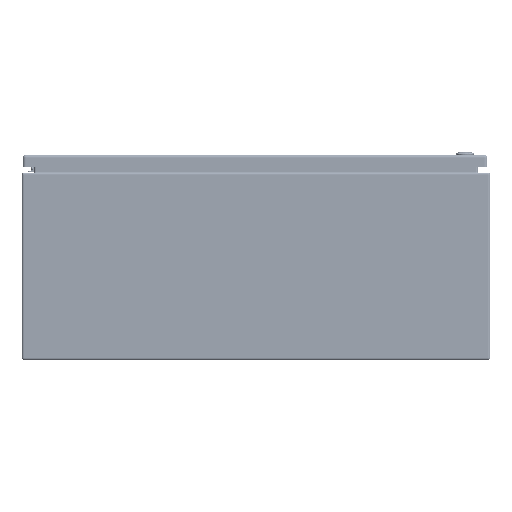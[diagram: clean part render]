
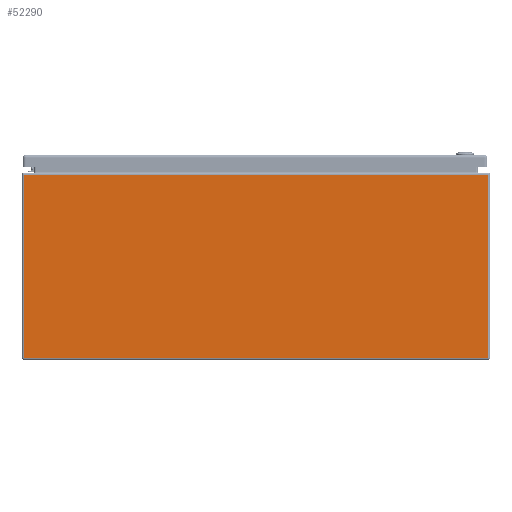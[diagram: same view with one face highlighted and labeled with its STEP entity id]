
A CAD part, front view. The second image highlights one B-rep face of the part: STEP entity #52290.
In plain terms, the highlighted planar face has unit normal (0, -1, 0).
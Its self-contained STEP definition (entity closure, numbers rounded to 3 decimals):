
#4311=LINE('',#74971,#8447);
#4312=LINE('',#74973,#8448);
#4313=LINE('',#74975,#8449);
#4314=LINE('',#74976,#8450);
#8447=VECTOR('',#61167,0.394);
#8448=VECTOR('',#61168,0.394);
#8449=VECTOR('',#61169,0.394);
#8450=VECTOR('',#61170,0.394);
#13276=FACE_OUTER_BOUND('',#16428,.T.);
#16428=EDGE_LOOP('',(#34988,#34989,#34990,#34991));
#21819=VERTEX_POINT('',#74966);
#21820=VERTEX_POINT('',#74970);
#21821=VERTEX_POINT('',#74972);
#21822=VERTEX_POINT('',#74974);
#26924=EDGE_CURVE('',#21819,#21820,#4311,.T.);
#26925=EDGE_CURVE('',#21821,#21819,#4312,.T.);
#26926=EDGE_CURVE('',#21822,#21821,#4313,.T.);
#26927=EDGE_CURVE('',#21820,#21822,#4314,.T.);
#34988=ORIENTED_EDGE('',*,*,#26924,.F.);
#34989=ORIENTED_EDGE('',*,*,#26925,.F.);
#34990=ORIENTED_EDGE('',*,*,#26926,.F.);
#34991=ORIENTED_EDGE('',*,*,#26927,.F.);
#50807=PLANE('',#56312);
#52290=ADVANCED_FACE('',(#13276),#50807,.F.);
#56312=AXIS2_PLACEMENT_3D('',#74969,#61165,#61166);
#61165=DIRECTION('center_axis',(0.,1.,0.));
#61166=DIRECTION('ref_axis',(1.,0.,0.));
#61167=DIRECTION('',(-1.,0.,0.));
#61168=DIRECTION('',(0.,0.,-1.));
#61169=DIRECTION('',(1.,0.,0.));
#61170=DIRECTION('',(0.,0.,1.));
#74966=CARTESIAN_POINT('',(14.879,-18.,0.121));
#74969=CARTESIAN_POINT('Origin',(0.,-18.,6.017));
#74970=CARTESIAN_POINT('',(-14.879,-18.,0.121));
#74971=CARTESIAN_POINT('',(0.,-18.,0.121));
#74972=CARTESIAN_POINT('',(14.879,-18.,11.879));
#74973=CARTESIAN_POINT('',(14.879,-18.,6.017));
#74974=CARTESIAN_POINT('',(-14.879,-18.,11.879));
#74975=CARTESIAN_POINT('',(-10.414,-18.,11.879));
#74976=CARTESIAN_POINT('',(-14.879,-18.,6.017));
